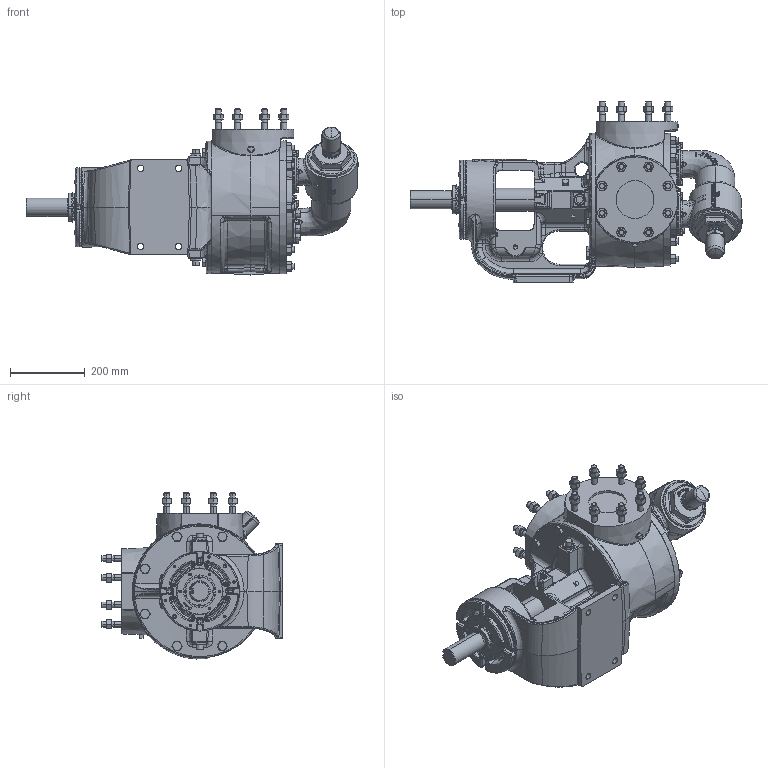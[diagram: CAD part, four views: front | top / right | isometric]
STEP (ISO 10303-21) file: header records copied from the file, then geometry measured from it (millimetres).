
FILE_DESCRIPTION (( 'STEP AP214' ), '1' );
FILE_NAME ('Q124E.STEP', '2018-02-22T19:40:26', ( '' ), ( '' ), 'SwSTEP 2.0', 'SolidWorks 2017', '' );
FILE_SCHEMA (( 'AUTOMOTIVE_DESIGN' ));
Length unit declared in the file: inch
Products named in the file (2): Q124E
Bounding box: 889.82 x 485.9 x 445.07 mm (x, y, z)
Volume: 38039019 mm3; surface area: 1474874.4 mm2
Topology: 1 solids, 1 shells, 4824 faces, 12271 edges, 7519 vertices
Faces by surface type: plane 1609, bspline 1116, cylinder 1106, cone 779, torus 135, sphere 79
Entity records: 290693 total; most frequent: CARTESIAN_POINT 149423, ORIENTED_EDGE 24142, DIRECTION 19082, EDGE_CURVE 12071, VERTEX_POINT 7513, AXIS2_PLACEMENT_3D 7429, EDGE_LOOP 5126, FACE_OUTER_BOUND 4824
